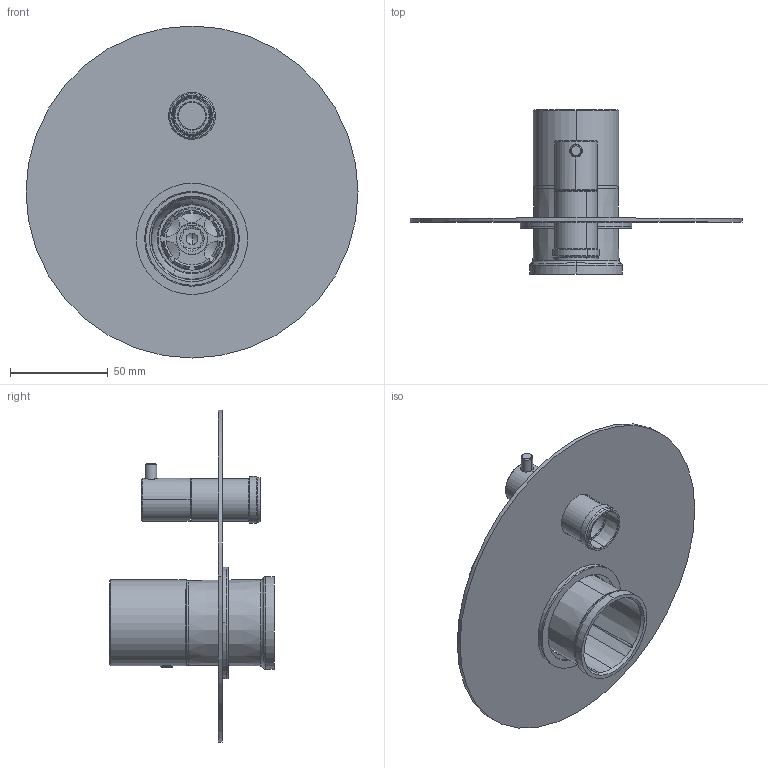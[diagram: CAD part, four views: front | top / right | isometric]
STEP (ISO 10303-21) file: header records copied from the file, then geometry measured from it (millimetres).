
FILE_DESCRIPTION(('CATIA V5 STEP Exchange','CAx-IF Rec.Pracs.--- Model Styling and Organization---1.5--- 2016-08-15','CAx-IF Rec.Pracs.---Supplemental Geometry---1.0---2011-11-01','CAx-IF Rec.Pracs.--- Composite Materials ---3.4---2017-06-13','CAx-IF Rec.Pracs.---Tessellated 3D Geometry---1.0---2015-12-17'),'2;1');
FILE_NAME('X3002300.stp','2022-09-20T09:53:31+00:00',('none'),('none'),'CATIA Version 5-6 Release 2020 SP2','CATIA V5 STEP AP242 v2','none');
FILE_SCHEMA(('AP242_MANAGED_MODEL_BASED_3D_ENGINEERING_MIM_LF {1 0 10303 442 1 1 4}'));
Length unit declared in the file: millimetre
Products named in the file (8): X1002300; P99280; P50716; P33673; Standard_PART; P47260; P50533; P47570
Assembly tree (7 placements, depth 2):
  X1002300
    P99280
    P50716
    P33673
    Standard_PART
    P47260
    P50533
    P47570
Bounding box: 170 x 84.13 x 170 mm (x, y, z)
Volume: 92977.5 mm3; surface area: 87638.7 mm2
Topology: 8 solids, 8 shells, 409 faces, 1041 edges, 648 vertices
Faces by surface type: cone 119, cylinder 107, torus 78, plane 65, bspline 24, sphere 10, revolution 6
Entity records: 13374 total; most frequent: CARTESIAN_POINT 4868, ORIENTED_EDGE 2054, DIRECTION 1134, EDGE_CURVE 1027, AXIS2_PLACEMENT_3D 668, VERTEX_POINT 648, CIRCLE 453, EDGE_LOOP 439
